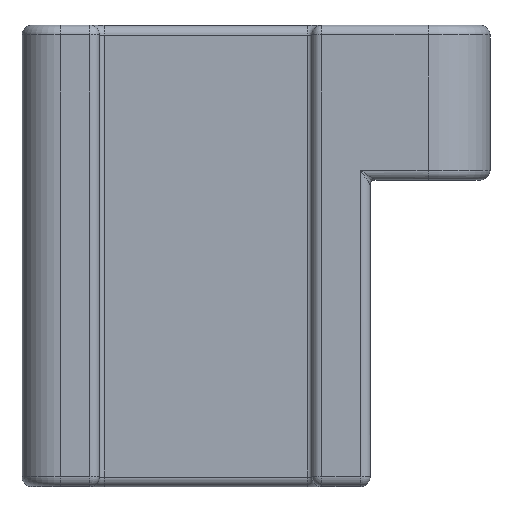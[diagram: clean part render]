
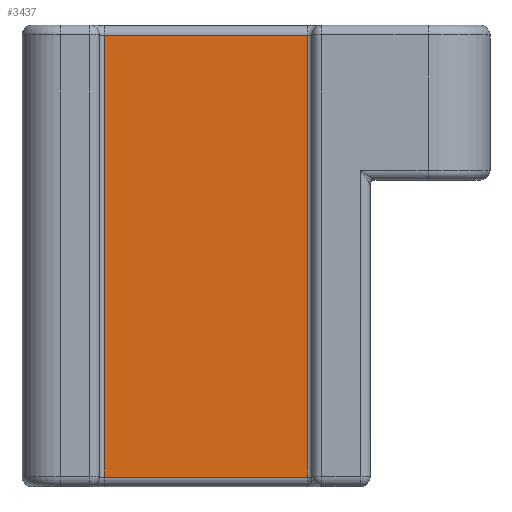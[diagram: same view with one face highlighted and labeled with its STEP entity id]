
A CAD part, top view. The second image highlights one B-rep face of the part: STEP entity #3437.
In plain terms, the highlighted planar face has unit normal (0, 0, 1).
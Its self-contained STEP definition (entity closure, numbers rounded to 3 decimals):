
#253=PLANE('',#3680);
#445=FACE_OUTER_BOUND('',#653,.T.);
#653=EDGE_LOOP('',(#3169,#3170,#3171,#3172));
#960=LINE('',#6081,#1295);
#968=LINE('',#6121,#1303);
#989=LINE('',#6224,#1324);
#991=LINE('',#6227,#1326);
#1295=VECTOR('',#4259,10.);
#1303=VECTOR('',#4309,10.);
#1324=VECTOR('',#4452,10.);
#1326=VECTOR('',#4456,10.);
#1687=VERTEX_POINT('',#6062);
#1693=VERTEX_POINT('',#6077);
#1694=VERTEX_POINT('',#6084);
#1701=VERTEX_POINT('',#6111);
#2139=EDGE_CURVE('',#1687,#1693,#960,.T.);
#2160=EDGE_CURVE('',#1701,#1694,#968,.T.);
#2214=EDGE_CURVE('',#1693,#1701,#989,.T.);
#2216=EDGE_CURVE('',#1694,#1687,#991,.T.);
#3169=ORIENTED_EDGE('',*,*,#2160,.T.);
#3170=ORIENTED_EDGE('',*,*,#2216,.T.);
#3171=ORIENTED_EDGE('',*,*,#2139,.T.);
#3172=ORIENTED_EDGE('',*,*,#2214,.T.);
#3437=ADVANCED_FACE('',(#445),#253,.T.);
#3680=AXIS2_PLACEMENT_3D('',#6233,#4466,#4467);
#4259=DIRECTION('',(0.,-1.,0.));
#4309=DIRECTION('',(0.,1.,0.));
#4452=DIRECTION('',(1.,0.,0.));
#4456=DIRECTION('',(-1.,0.,0.));
#4466=DIRECTION('center_axis',(0.,0.,
1.));
#4467=DIRECTION('ref_axis',(-1.,0.,0.));
#6062=CARTESIAN_POINT('',(-15.25,-21.25,0.));
#6077=CARTESIAN_POINT('',(-15.25,-44.1,0.));
#6081=CARTESIAN_POINT('',(-15.25,-20.75,0.));
#6084=CARTESIAN_POINT('',(-4.75,-21.25,0.));
#6111=CARTESIAN_POINT('',(-4.75,-44.1,0.));
#6121=CARTESIAN_POINT('',(-4.75,-20.75,0.));
#6224=CARTESIAN_POINT('',(-5.95,-44.1,0.));
#6227=CARTESIAN_POINT('',(-5.95,-21.25,0.));
#6233=CARTESIAN_POINT('Origin',(-4.5,-20.75,0.));
